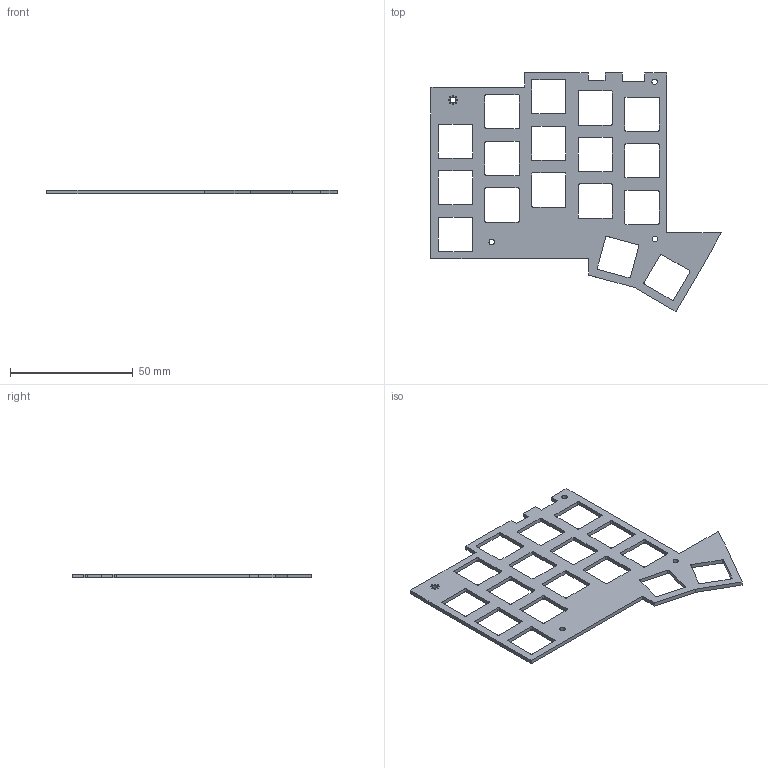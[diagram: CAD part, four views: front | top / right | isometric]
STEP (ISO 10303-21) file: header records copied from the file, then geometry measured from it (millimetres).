
FILE_DESCRIPTION(('KiCad electronic assembly'),'2;1');
FILE_NAME('switch plate.step','2023-01-01T21:45:48',('Pcbnew'),('Kicad') ,'Open CASCADE STEP processor 7.6','KiCad to STEP converter','Unknown' );
FILE_SCHEMA(('AUTOMOTIVE_DESIGN { 1 0 10303 214 1 1 1 1 }'));
Length unit declared in the file: millimetre
Products named in the file (2): switch plate 1; _autosave-switch plate PCB
Assembly tree (1 placements, depth 2):
  switch plate 1
    _autosave-switch plate PCB
Bounding box: 118.37 x 97.54 x 1.6 mm (x, y, z)
Volume: 7139.3 mm3; surface area: 11156.3 mm2
Topology: 1 solids, 1 shells, 195 faces, 579 edges, 386 vertices
Faces by surface type: plane 115, cylinder 80
Full cylindrical faces by diameter (mm): 0.4 x8, 2.2 x4
Entity records: 14723 total; most frequent: CARTESIAN_POINT 3280, DIRECTION 2131, LINE 1417, VECTOR 1417, ORIENTED_EDGE 1158, PCURVE 1158, DEFINITIONAL_REPRESENTATION 1158, EDGE_CURVE 579
